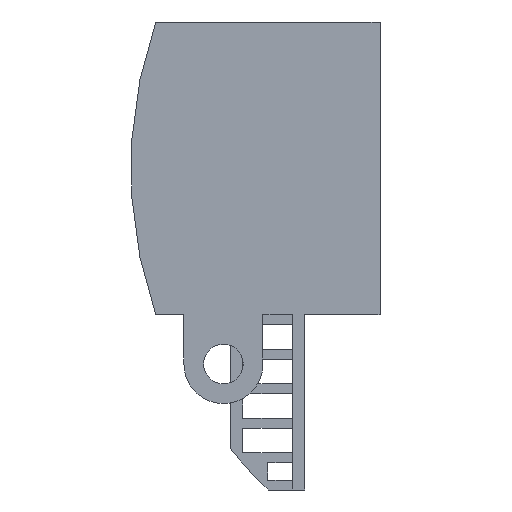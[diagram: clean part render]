
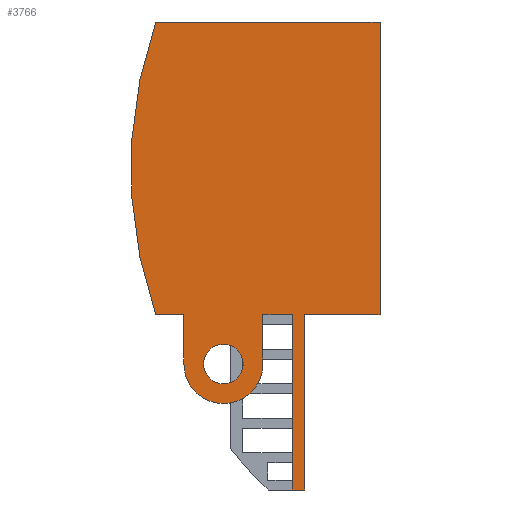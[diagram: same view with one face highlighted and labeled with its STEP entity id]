
A CAD part, front view. The second image highlights one B-rep face of the part: STEP entity #3766.
In plain terms, the highlighted planar face has unit normal (0, -1, 0).
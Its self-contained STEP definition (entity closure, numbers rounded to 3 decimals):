
#12 = CARTESIAN_POINT ( 'NONE',  ( -1.003, -16., -10. ) ) ;
#64 = ORIENTED_EDGE ( 'NONE', *, *, #3434, .T. ) ;
#176 = VERTEX_POINT ( 'NONE', #263 ) ;
#184 = ORIENTED_EDGE ( 'NONE', *, *, #3094, .T. ) ;
#223 = CARTESIAN_POINT ( 'NONE',  ( 62.284, -16., 19.625 ) ) ;
#233 = ORIENTED_EDGE ( 'NONE', *, *, #3867, .T. ) ;
#263 = CARTESIAN_POINT ( 'NONE',  ( 4.932, -16., -10. ) ) ;
#277 = DIRECTION ( 'NONE',  ( -1., 0., 0. ) ) ;
#279 = CARTESIAN_POINT ( 'NONE',  ( 4.932, -16., -45.5 ) ) ;
#316 = VECTOR ( 'NONE', #4201, 1000. ) ;
#412 = LINE ( 'NONE', #2282, #3439 ) ;
#434 = CIRCLE ( 'NONE', #3950, 8. ) ;
#503 = ORIENTED_EDGE ( 'NONE', *, *, #3989, .F. ) ;
#562 = VERTEX_POINT ( 'NONE', #3228 ) ;
#578 = CARTESIAN_POINT ( 'NONE',  ( 7.432, -16., -45.5 ) ) ;
#617 = DIRECTION ( 'NONE',  ( 0., 0., -1. ) ) ;
#640 = AXIS2_PLACEMENT_3D ( 'NONE', #2484, #682, #4253 ) ;
#650 = VERTEX_POINT ( 'NONE', #1284 ) ;
#682 = DIRECTION ( 'NONE',  ( 0., -1., 0. ) ) ;
#703 = AXIS2_PLACEMENT_3D ( 'NONE', #3343, #4442, #1082 ) ;
#738 = ORIENTED_EDGE ( 'NONE', *, *, #3047, .T. ) ;
#758 = CARTESIAN_POINT ( 'NONE',  ( -17.003, -16., -10. ) ) ;
#775 = LINE ( 'NONE', #840, #2173 ) ;
#790 = ORIENTED_EDGE ( 'NONE', *, *, #2911, .F. ) ;
#840 = CARTESIAN_POINT ( 'NONE',  ( -17.003, -16., -10. ) ) ;
#844 = VERTEX_POINT ( 'NONE', #12 ) ;
#908 = ORIENTED_EDGE ( 'NONE', *, *, #2756, .F. ) ;
#995 = LINE ( 'NONE', #3641, #2548 ) ;
#1061 = CARTESIAN_POINT ( 'NONE',  ( -9.003, -16., -24. ) ) ;
#1082 = DIRECTION ( 'NONE',  ( 0., 0., -1. ) ) ;
#1145 = PLANE ( 'NONE',  #2106 ) ;
#1158 = LINE ( 'NONE', #2836, #2725 ) ;
#1168 = DIRECTION ( 'NONE',  ( 1., 0., 0. ) ) ;
#1170 = VECTOR ( 'NONE', #1168, 1000. ) ;
#1185 = DIRECTION ( 'NONE',  ( -1., 0., 0. ) ) ;
#1190 = DIRECTION ( 'NONE',  ( 0., 0., 1. ) ) ;
#1284 = CARTESIAN_POINT ( 'NONE',  ( 7.432, -16., -10. ) ) ;
#1322 = CARTESIAN_POINT ( 'NONE',  ( -22.7, -16., -10. ) ) ;
#1462 = CARTESIAN_POINT ( 'NONE',  ( 4.932, -16., -45.5 ) ) ;
#1558 = VERTEX_POINT ( 'NONE', #1061 ) ;
#1586 = EDGE_CURVE ( 'NONE', #3212, #562, #2717, .T. ) ;
#1663 = EDGE_CURVE ( 'NONE', #2475, #4550, #1158, .T. ) ;
#1688 = LINE ( 'NONE', #279, #1751 ) ;
#1704 = EDGE_CURVE ( 'NONE', #4550, #3212, #4329, .T. ) ;
#1730 = EDGE_CURVE ( 'NONE', #176, #844, #4282, .T. ) ;
#1751 = VECTOR ( 'NONE', #4191, 1000. ) ;
#1795 = CARTESIAN_POINT ( 'NONE',  ( -9.003, -16., -20. ) ) ;
#1797 = ORIENTED_EDGE ( 'NONE', *, *, #3168, .F. ) ;
#1805 = VERTEX_POINT ( 'NONE', #2670 ) ;
#1823 = AXIS2_PLACEMENT_3D ( 'NONE', #223, #2406, #3568 ) ;
#1850 = ORIENTED_EDGE ( 'NONE', *, *, #1663, .F. ) ;
#1918 = CARTESIAN_POINT ( 'NONE',  ( -17.003, -16., -20. ) ) ;
#1972 = VERTEX_POINT ( 'NONE', #1462 ) ;
#2031 = CARTESIAN_POINT ( 'NONE',  ( 7.432, -16., -45.5 ) ) ;
#2106 = AXIS2_PLACEMENT_3D ( 'NONE', #2231, #2616, #617 ) ;
#2135 = LINE ( 'NONE', #4567, #3575 ) ;
#2162 = DIRECTION ( 'NONE',  ( 0., -1., 0. ) ) ;
#2173 = VECTOR ( 'NONE', #4469, 1000. ) ;
#2231 = CARTESIAN_POINT ( 'NONE',  ( -9.003, -16., -20. ) ) ;
#2243 = EDGE_CURVE ( 'NONE', #562, #1805, #3057, .T. ) ;
#2282 = CARTESIAN_POINT ( 'NONE',  ( -22.7, -16., -10. ) ) ;
#2326 = VERTEX_POINT ( 'NONE', #2555 ) ;
#2386 = ORIENTED_EDGE ( 'NONE', *, *, #1704, .F. ) ;
#2396 = CIRCLE ( 'NONE', #3193, 8. ) ;
#2406 = DIRECTION ( 'NONE',  ( 0., 1., 0. ) ) ;
#2475 = VERTEX_POINT ( 'NONE', #758 ) ;
#2484 = CARTESIAN_POINT ( 'NONE',  ( -9.003, -16., -20. ) ) ;
#2548 = VECTOR ( 'NONE', #1190, 1000. ) ;
#2555 = CARTESIAN_POINT ( 'NONE',  ( -9.003, -16., -28. ) ) ;
#2612 = CIRCLE ( 'NONE', #703, 4. ) ;
#2616 = DIRECTION ( 'NONE',  ( 0., -1., 0. ) ) ;
#2661 = EDGE_CURVE ( 'NONE', #1972, #176, #1688, .T. ) ;
#2670 = CARTESIAN_POINT ( 'NONE',  ( 22.7, -16., -10. ) ) ;
#2684 = DIRECTION ( 'NONE',  ( 0., -1., 0. ) ) ;
#2717 = LINE ( 'NONE', #3616, #1170 ) ;
#2725 = VECTOR ( 'NONE', #3749, 1000. ) ;
#2756 = EDGE_CURVE ( 'NONE', #1805, #650, #412, .T. ) ;
#2766 = DIRECTION ( 'NONE',  ( 0., 0., -1. ) ) ;
#2807 = CARTESIAN_POINT ( 'NONE',  ( -22.7, -16., -10. ) ) ;
#2829 = VECTOR ( 'NONE', #277, 1000. ) ;
#2836 = CARTESIAN_POINT ( 'NONE',  ( -22.7, -16., -10. ) ) ;
#2911 = EDGE_CURVE ( 'NONE', #3517, #1972, #3458, .T. ) ;
#3047 = EDGE_CURVE ( 'NONE', #3517, #650, #2135, .T. ) ;
#3057 = LINE ( 'NONE', #3468, #3067 ) ;
#3067 = VECTOR ( 'NONE', #3841, 1000. ) ;
#3094 = EDGE_CURVE ( 'NONE', #4666, #2326, #434, .T. ) ;
#3168 = EDGE_CURVE ( 'NONE', #3765, #1558, #3782, .T. ) ;
#3188 = VERTEX_POINT ( 'NONE', #3901 ) ;
#3193 = AXIS2_PLACEMENT_3D ( 'NONE', #4568, #2684, #2766 ) ;
#3197 = ORIENTED_EDGE ( 'NONE', *, *, #3494, .T. ) ;
#3212 = VERTEX_POINT ( 'NONE', #3864 ) ;
#3228 = CARTESIAN_POINT ( 'NONE',  ( 22.7, -16., 49.25 ) ) ;
#3343 = CARTESIAN_POINT ( 'NONE',  ( -9.003, -16., -20. ) ) ;
#3393 = ORIENTED_EDGE ( 'NONE', *, *, #2243, .F. ) ;
#3400 = ORIENTED_EDGE ( 'NONE', *, *, #2661, .F. ) ;
#3428 = ORIENTED_EDGE ( 'NONE', *, *, #1586, .F. ) ;
#3434 = EDGE_CURVE ( 'NONE', #2475, #4666, #775, .T. ) ;
#3439 = VECTOR ( 'NONE', #1185, 1000. ) ;
#3458 = LINE ( 'NONE', #2031, #316 ) ;
#3468 = CARTESIAN_POINT ( 'NONE',  ( 22.7, -16., 49.25 ) ) ;
#3494 = EDGE_CURVE ( 'NONE', #2326, #3188, #2396, .T. ) ;
#3517 = VERTEX_POINT ( 'NONE', #578 ) ;
#3568 = DIRECTION ( 'NONE',  ( 0., 0., -1. ) ) ;
#3575 = VECTOR ( 'NONE', #4254, 1000. ) ;
#3616 = CARTESIAN_POINT ( 'NONE',  ( -22.7, -16., 49.25 ) ) ;
#3641 = CARTESIAN_POINT ( 'NONE',  ( -1.003, -16., -10. ) ) ;
#3706 = EDGE_LOOP ( 'NONE', ( #233, #3943, #3400, #790, #738, #908, #3393, #3428, #2386, #1850, #64, #184, #3197 ) ) ;
#3749 = DIRECTION ( 'NONE',  ( -1., 0., 0. ) ) ;
#3765 = VERTEX_POINT ( 'NONE', #3983 ) ;
#3766 = ADVANCED_FACE ( 'NONE', ( #4082, #4023 ), #1145, .T. ) ;
#3782 = CIRCLE ( 'NONE', #640, 4. ) ;
#3841 = DIRECTION ( 'NONE',  ( 0., 0., -1. ) ) ;
#3864 = CARTESIAN_POINT ( 'NONE',  ( -22.7, -16., 49.25 ) ) ;
#3867 = EDGE_CURVE ( 'NONE', #3188, #844, #995, .T. ) ;
#3901 = CARTESIAN_POINT ( 'NONE',  ( -1.003, -16., -20. ) ) ;
#3943 = ORIENTED_EDGE ( 'NONE', *, *, #1730, .F. ) ;
#3950 = AXIS2_PLACEMENT_3D ( 'NONE', #1795, #2162, #4016 ) ;
#3983 = CARTESIAN_POINT ( 'NONE',  ( -9.003, -16., -16. ) ) ;
#3989 = EDGE_CURVE ( 'NONE', #1558, #3765, #2612, .T. ) ;
#4016 = DIRECTION ( 'NONE',  ( 0., 0., -1. ) ) ;
#4023 = FACE_OUTER_BOUND ( 'NONE', #3706, .T. ) ;
#4082 = FACE_BOUND ( 'NONE', #4357, .T. ) ;
#4191 = DIRECTION ( 'NONE',  ( 0., 0., 1. ) ) ;
#4201 = DIRECTION ( 'NONE',  ( -1., 0., 0. ) ) ;
#4253 = DIRECTION ( 'NONE',  ( 0., 0., -1. ) ) ;
#4254 = DIRECTION ( 'NONE',  ( 0., 0., 1. ) ) ;
#4282 = LINE ( 'NONE', #1322, #2829 ) ;
#4329 = CIRCLE ( 'NONE', #1823, 90. ) ;
#4357 = EDGE_LOOP ( 'NONE', ( #503, #1797 ) ) ;
#4442 = DIRECTION ( 'NONE',  ( 0., -1., 0. ) ) ;
#4469 = DIRECTION ( 'NONE',  ( 0., 0., -1. ) ) ;
#4550 = VERTEX_POINT ( 'NONE', #2807 ) ;
#4567 = CARTESIAN_POINT ( 'NONE',  ( 7.432, -16., -45.5 ) ) ;
#4568 = CARTESIAN_POINT ( 'NONE',  ( -9.003, -16., -20. ) ) ;
#4666 = VERTEX_POINT ( 'NONE', #1918 ) ;
